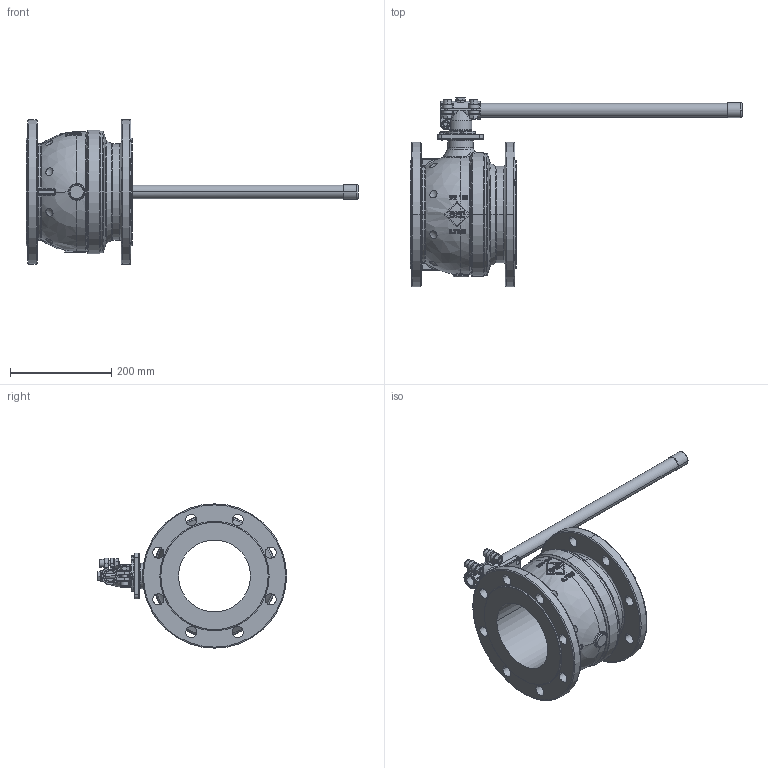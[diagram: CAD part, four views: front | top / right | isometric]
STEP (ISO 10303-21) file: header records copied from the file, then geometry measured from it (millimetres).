
FILE_DESCRIPTION(('STEP AP214'),'1');
FILE_NAME('valve_ksl75-150-16-b.stp','2017-11-06T13:02:06',('TraceParts'),('TraceParts S.A.'),'Spatial InterOp 3D',' ',' ');
FILE_SCHEMA(('automotive_design'));
Length unit declared in the file: millimetre
Products named in the file (5): Volumenkörper2; valve_ksl75-150-16-b_2; valve_ksl75-150-16-b_3; valve_ksl75-150-16-b_4; valve_ksl75-150-16-b_5
Bounding box: 656 x 373.9 x 285 mm (x, y, z)
Volume: 6022689 mm3; surface area: 588895 mm2
Topology: 5 solids, 5 shells, 928 faces, 2498 edges, 1593 vertices
Faces by surface type: cylinder 288, plane 276, bspline 134, torus 108, cone 78, sphere 44
Entity records: 40655 total; most frequent: CARTESIAN_POINT 10162, ORIENTED_EDGE 4952, DIRECTION 4791, EDGE_CURVE 2476, AXIS2_PLACEMENT_3D 1966, VERTEX_POINT 1593, CIRCLE 1130, EDGE_LOOP 1041
